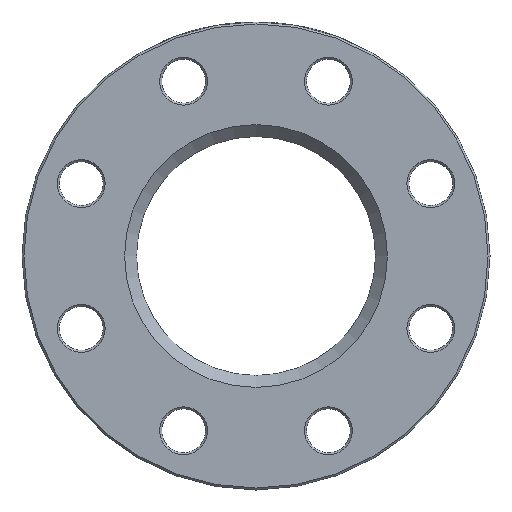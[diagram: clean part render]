
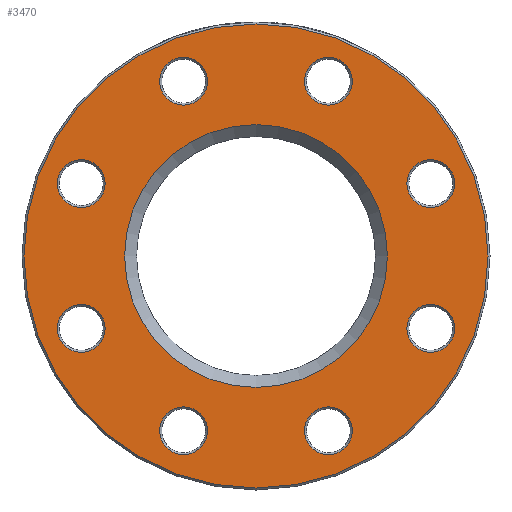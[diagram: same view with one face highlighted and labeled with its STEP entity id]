
A CAD part, left-side view. The second image highlights one B-rep face of the part: STEP entity #3470.
In plain terms, the highlighted planar face has unit normal (-1, 0, 0).
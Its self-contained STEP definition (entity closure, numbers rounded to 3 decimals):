
#37 = DIRECTION ( 'NONE',  ( 0., 0., -1. ) ) ;
#98 = AXIS2_PLACEMENT_3D ( 'NONE', #3390, #2647, #3410 ) ;
#141 = CARTESIAN_POINT ( 'NONE',  ( 0., 0., -66. ) ) ;
#163 = VERTEX_POINT ( 'NONE', #141 ) ;
#168 = ORIENTED_EDGE ( 'NONE', *, *, #4319, .T. ) ;
#223 = DIRECTION ( 'NONE',  ( 1., 0., 0. ) ) ;
#417 = AXIS2_PLACEMENT_3D ( 'NONE', #3938, #223, #2597 ) ;
#521 = CARTESIAN_POINT ( 'NONE',  ( 0., 36.355, 75.769 ) ) ;
#534 = CARTESIAN_POINT ( 'NONE',  ( 0., 87.769, 36.355 ) ) ;
#564 = VERTEX_POINT ( 'NONE', #1921 ) ;
#579 = FACE_BOUND ( 'NONE', #3889, .T. ) ;
#587 = VERTEX_POINT ( 'NONE', #968 ) ;
#589 = DIRECTION ( 'NONE',  ( 0., 0., -1. ) ) ;
#626 = CIRCLE ( 'NONE', #4242, 12. ) ;
#633 = EDGE_CURVE ( 'NONE', #163, #163, #3879, .T. ) ;
#691 = EDGE_CURVE ( 'NONE', #2897, #2897, #626, .T. ) ;
#856 = CARTESIAN_POINT ( 'NONE',  ( 0., -87.769, -48.355 ) ) ;
#864 = ORIENTED_EDGE ( 'NONE', *, *, #1850, .T. ) ;
#960 = EDGE_CURVE ( 'NONE', #2810, #2810, #2469, .T. ) ;
#968 = CARTESIAN_POINT ( 'NONE',  ( 0., -36.355, 75.769 ) ) ;
#978 = ORIENTED_EDGE ( 'NONE', *, *, #1232, .T. ) ;
#1062 = EDGE_CURVE ( 'NONE', #2560, #2560, #3186, .T. ) ;
#1078 = CIRCLE ( 'NONE', #3207, 12. ) ;
#1083 = CARTESIAN_POINT ( 'NONE',  ( 0., -36.355, 87.769 ) ) ;
#1232 = EDGE_CURVE ( 'NONE', #4231, #4231, #3495, .T. ) ;
#1271 = DIRECTION ( 'NONE',  ( 0., 0., -1. ) ) ;
#1323 = EDGE_LOOP ( 'NONE', ( #2044 ) ) ;
#1377 = CIRCLE ( 'NONE', #3571, 12. ) ;
#1388 = CIRCLE ( 'NONE', #2521, 12. ) ;
#1408 = DIRECTION ( 'NONE',  ( 1., 0., 0. ) ) ;
#1451 = DIRECTION ( 'NONE',  ( 1., 0., 0. ) ) ;
#1474 = CARTESIAN_POINT ( 'NONE',  ( 0., 36.355, 87.769 ) ) ;
#1584 = DIRECTION ( 'NONE',  ( 1., 0., 0. ) ) ;
#1611 = VERTEX_POINT ( 'NONE', #3322 ) ;
#1627 = CARTESIAN_POINT ( 'NONE',  ( 0., 87.769, -36.355 ) ) ;
#1675 = AXIS2_PLACEMENT_3D ( 'NONE', #2780, #2691, #3098 ) ;
#1693 = AXIS2_PLACEMENT_3D ( 'NONE', #1627, #4328, #1271 ) ;
#1734 = EDGE_LOOP ( 'NONE', ( #4021 ) ) ;
#1850 = EDGE_CURVE ( 'NONE', #1899, #1899, #1078, .T. ) ;
#1852 = DIRECTION ( 'NONE',  ( 1., 0., 0. ) ) ;
#1872 = FACE_BOUND ( 'NONE', #2594, .T. ) ;
#1899 = VERTEX_POINT ( 'NONE', #3256 ) ;
#1921 = CARTESIAN_POINT ( 'NONE',  ( 0., 87.769, 24.355 ) ) ;
#2010 = CARTESIAN_POINT ( 'NONE',  ( 0., -36.355, -87.769 ) ) ;
#2044 = ORIENTED_EDGE ( 'NONE', *, *, #3192, .T. ) ;
#2069 = CIRCLE ( 'NONE', #98, 116.5 ) ;
#2083 = AXIS2_PLACEMENT_3D ( 'NONE', #534, #1584, #4284 ) ;
#2211 = CARTESIAN_POINT ( 'NONE',  ( 0., -87.769, 24.355 ) ) ;
#2227 = FACE_BOUND ( 'NONE', #3930, .T. ) ;
#2350 = EDGE_LOOP ( 'NONE', ( #4314 ) ) ;
#2366 = VERTEX_POINT ( 'NONE', #2962 ) ;
#2469 = CIRCLE ( 'NONE', #417, 12. ) ;
#2484 = EDGE_LOOP ( 'NONE', ( #3511 ) ) ;
#2521 = AXIS2_PLACEMENT_3D ( 'NONE', #1083, #3128, #37 ) ;
#2537 = DIRECTION ( 'NONE',  ( 0., 0., -1. ) ) ;
#2555 = FACE_BOUND ( 'NONE', #4373, .T. ) ;
#2560 = VERTEX_POINT ( 'NONE', #3586 ) ;
#2594 = EDGE_LOOP ( 'NONE', ( #4273 ) ) ;
#2596 = FACE_BOUND ( 'NONE', #2350, .T. ) ;
#2597 = DIRECTION ( 'NONE',  ( 0., 0., -1. ) ) ;
#2647 = DIRECTION ( 'NONE',  ( -1., 0., 0. ) ) ;
#2691 = DIRECTION ( 'NONE',  ( 1., 0., 0. ) ) ;
#2780 = CARTESIAN_POINT ( 'NONE',  ( 0., 0., 0. ) ) ;
#2810 = VERTEX_POINT ( 'NONE', #856 ) ;
#2862 = CIRCLE ( 'NONE', #2083, 12. ) ;
#2897 = VERTEX_POINT ( 'NONE', #521 ) ;
#2962 = CARTESIAN_POINT ( 'NONE',  ( 0., 36.355, -99.769 ) ) ;
#2976 = DIRECTION ( 'NONE',  ( 0., 0., -1. ) ) ;
#3087 = ORIENTED_EDGE ( 'NONE', *, *, #3474, .T. ) ;
#3098 = DIRECTION ( 'NONE',  ( 0., 0., -1. ) ) ;
#3128 = DIRECTION ( 'NONE',  ( 1., 0., 0. ) ) ;
#3166 = DIRECTION ( 'NONE',  ( 0., 0., -1. ) ) ;
#3186 = CIRCLE ( 'NONE', #1693, 12. ) ;
#3192 = EDGE_CURVE ( 'NONE', #1611, #1611, #2069, .T. ) ;
#3207 = AXIS2_PLACEMENT_3D ( 'NONE', #2010, #4009, #589 ) ;
#3224 = AXIS2_PLACEMENT_3D ( 'NONE', #3578, #1852, #2537 ) ;
#3256 = CARTESIAN_POINT ( 'NONE',  ( 0., -36.355, -99.769 ) ) ;
#3271 = PLANE ( 'NONE',  #3224 ) ;
#3322 = CARTESIAN_POINT ( 'NONE',  ( 0., 0., -116.5 ) ) ;
#3390 = CARTESIAN_POINT ( 'NONE',  ( 0., 0., 0. ) ) ;
#3410 = DIRECTION ( 'NONE',  ( 0., 0., -1. ) ) ;
#3411 = EDGE_CURVE ( 'NONE', #2366, #2366, #1377, .T. ) ;
#3470 = ADVANCED_FACE ( 'NONE', ( #3559, #3897, #3915, #3624, #2555, #1872, #2227, #579, #2596, #3937 ), #3271, .F. ) ;
#3474 = EDGE_CURVE ( 'NONE', #564, #564, #2862, .T. ) ;
#3495 = CIRCLE ( 'NONE', #3705, 12. ) ;
#3511 = ORIENTED_EDGE ( 'NONE', *, *, #633, .T. ) ;
#3520 = DIRECTION ( 'NONE',  ( 0., 0., -1. ) ) ;
#3559 = FACE_BOUND ( 'NONE', #2484, .T. ) ;
#3571 = AXIS2_PLACEMENT_3D ( 'NONE', #4176, #1408, #3520 ) ;
#3578 = CARTESIAN_POINT ( 'NONE',  ( 0., 60., 0. ) ) ;
#3586 = CARTESIAN_POINT ( 'NONE',  ( 0., 87.769, -48.355 ) ) ;
#3624 = FACE_BOUND ( 'NONE', #3861, .T. ) ;
#3705 = AXIS2_PLACEMENT_3D ( 'NONE', #4283, #4263, #2976 ) ;
#3825 = EDGE_LOOP ( 'NONE', ( #3087 ) ) ;
#3861 = EDGE_LOOP ( 'NONE', ( #168 ) ) ;
#3879 = CIRCLE ( 'NONE', #1675, 66. ) ;
#3889 = EDGE_LOOP ( 'NONE', ( #4165 ) ) ;
#3897 = FACE_OUTER_BOUND ( 'NONE', #1323, .T. ) ;
#3915 = FACE_BOUND ( 'NONE', #1734, .T. ) ;
#3930 = EDGE_LOOP ( 'NONE', ( #864 ) ) ;
#3937 = FACE_BOUND ( 'NONE', #3825, .T. ) ;
#3938 = CARTESIAN_POINT ( 'NONE',  ( 0., -87.769, -36.355 ) ) ;
#4009 = DIRECTION ( 'NONE',  ( 1., 0., 0. ) ) ;
#4021 = ORIENTED_EDGE ( 'NONE', *, *, #691, .T. ) ;
#4165 = ORIENTED_EDGE ( 'NONE', *, *, #3411, .T. ) ;
#4176 = CARTESIAN_POINT ( 'NONE',  ( 0., 36.355, -87.769 ) ) ;
#4231 = VERTEX_POINT ( 'NONE', #2211 ) ;
#4242 = AXIS2_PLACEMENT_3D ( 'NONE', #1474, #1451, #3166 ) ;
#4263 = DIRECTION ( 'NONE',  ( 1., 0., 0. ) ) ;
#4273 = ORIENTED_EDGE ( 'NONE', *, *, #960, .T. ) ;
#4283 = CARTESIAN_POINT ( 'NONE',  ( 0., -87.769, 36.355 ) ) ;
#4284 = DIRECTION ( 'NONE',  ( 0., 0., -1. ) ) ;
#4314 = ORIENTED_EDGE ( 'NONE', *, *, #1062, .T. ) ;
#4319 = EDGE_CURVE ( 'NONE', #587, #587, #1388, .T. ) ;
#4328 = DIRECTION ( 'NONE',  ( 1., 0., 0. ) ) ;
#4373 = EDGE_LOOP ( 'NONE', ( #978 ) ) ;
